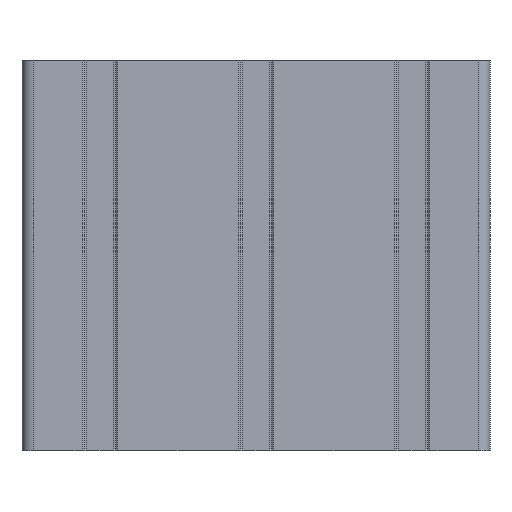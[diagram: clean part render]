
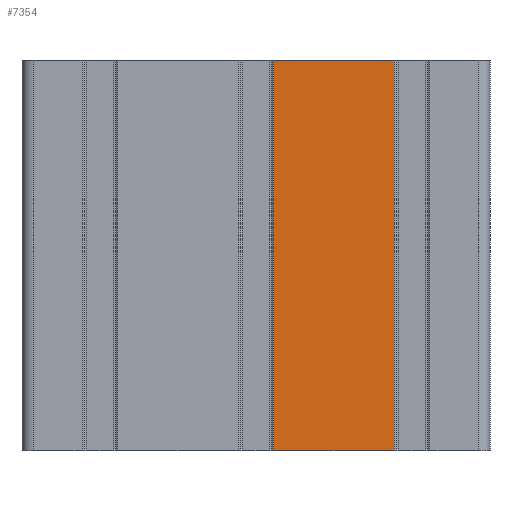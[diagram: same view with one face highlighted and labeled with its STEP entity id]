
A CAD part, front view. The second image highlights one B-rep face of the part: STEP entity #7354.
In plain terms, the highlighted planar face has unit normal (0, -1, 0).
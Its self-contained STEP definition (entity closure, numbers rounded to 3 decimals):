
#130=PLANE('',#8118);
#412=FACE_OUTER_BOUND('',#816,.T.);
#816=EDGE_LOOP('',(#6205,#6206,#6207,#6208));
#1118=LINE('',#11007,#1854);
#1218=LINE('',#11418,#1954);
#1386=LINE('',#12096,#2122);
#1389=LINE('',#12101,#2125);
#1854=VECTOR('',#8640,30.8);
#1954=VECTOR('',#8958,30.8);
#2122=VECTOR('',#9476,100.);
#2125=VECTOR('',#9483,100.);
#3078=VERTEX_POINT('',#11004);
#3079=VERTEX_POINT('',#11006);
#3280=VERTEX_POINT('',#11415);
#3281=VERTEX_POINT('',#11417);
#3832=EDGE_CURVE('',#3078,#3079,#1118,.T.);
#4038=EDGE_CURVE('',#3280,#3281,#1218,.T.);
#4378=EDGE_CURVE('',#3079,#3280,#1386,.T.);
#4381=EDGE_CURVE('',#3281,#3078,#1389,.T.);
#6205=ORIENTED_EDGE('',*,*,#4378,.F.);
#6206=ORIENTED_EDGE('',*,*,#3832,.F.);
#6207=ORIENTED_EDGE('',*,*,#4381,.F.);
#6208=ORIENTED_EDGE('',*,*,#4038,.F.);
#7354=ADVANCED_FACE('',(#412),#130,.T.);
#8118=AXIS2_PLACEMENT_3D('',#12448,#10004,#10005);
#8640=DIRECTION('',(-1.,0.,0.));
#8958=DIRECTION('',(1.,0.,0.));
#9476=DIRECTION('',(0.,0.,1.));
#9483=DIRECTION('',(0.,0.,-1.));
#10004=DIRECTION('center_axis',(0.,-1.,0.));
#10005=DIRECTION('ref_axis',(1.,0.,0.));
#11004=CARTESIAN_POINT('',(35.4,-60.,0.));
#11006=CARTESIAN_POINT('',(4.6,-60.,0.));
#11007=CARTESIAN_POINT('',(57.,-60.,0.));
#11415=CARTESIAN_POINT('',(4.6,-60.,100.));
#11417=CARTESIAN_POINT('',(35.4,-60.,100.));
#11418=CARTESIAN_POINT('',(57.,-60.,100.));
#12096=CARTESIAN_POINT('',(4.6,-60.,0.));
#12101=CARTESIAN_POINT('',(35.4,-60.,0.));
#12448=CARTESIAN_POINT('Origin',(-57.,-60.,0.));
